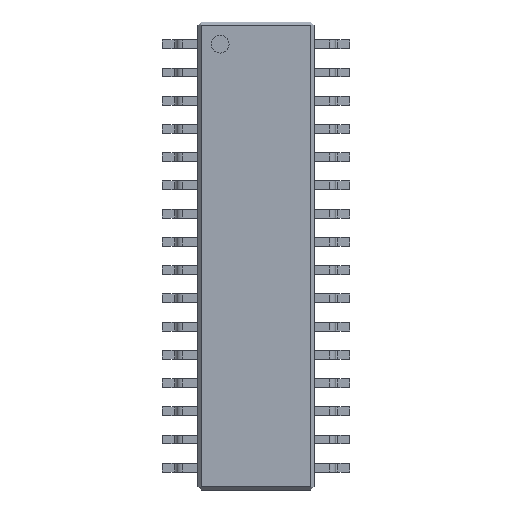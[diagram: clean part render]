
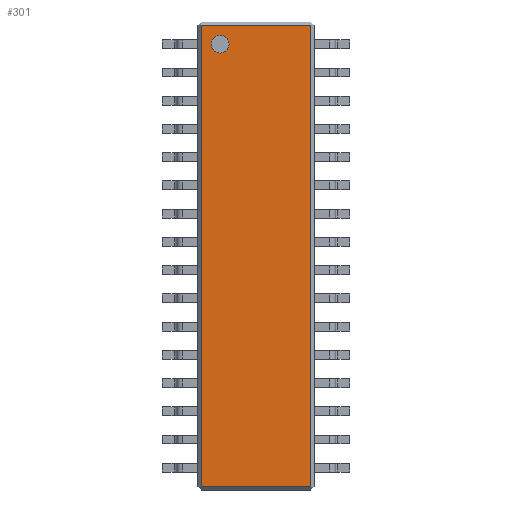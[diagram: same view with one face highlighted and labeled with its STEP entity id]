
A CAD part, top view. The second image highlights one B-rep face of the part: STEP entity #301.
In plain terms, the highlighted planar face has unit normal (0, 0, 1).
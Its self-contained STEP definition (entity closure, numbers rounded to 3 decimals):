
#13=DIRECTION('',(0.,0.,1.));
#14=DIRECTION('',(1.,0.,0.));
#95=VECTOR('',#96,1.);
#96=DIRECTION('',(0.,1.,0.));
#170=VERTEX_POINT('',#171);
#171=CARTESIAN_POINT('',(-2.46,-10.375,1.4));
#179=VERTEX_POINT('',#180);
#180=CARTESIAN_POINT('',(-2.46,10.375,1.4));
#185=ORIENTED_EDGE('',*,*,#186,.F.);
#186=EDGE_CURVE('',#170,#179,#187,.T.);
#187=LINE('',#188,#95);
#188=CARTESIAN_POINT('',(-2.46,-10.525,1.4));
#258=VECTOR('',#14,1.);
#301=ADVANCED_FACE('',(#302,#320),#329,.T.);
#302=FACE_BOUND('',#303,.T.);
#303=EDGE_LOOP('',(#185,#304,#310,#316));
#304=ORIENTED_EDGE('',*,*,#305,.T.);
#305=EDGE_CURVE('',#170,#306,#308,.T.);
#306=VERTEX_POINT('',#307);
#307=CARTESIAN_POINT('',(2.46,-10.375,1.4));
#308=LINE('',#309,#258);
#309=CARTESIAN_POINT('',(-2.61,-10.375,1.4));
#310=ORIENTED_EDGE('',*,*,#311,.T.);
#311=EDGE_CURVE('',#306,#312,#314,.T.);
#312=VERTEX_POINT('',#313);
#313=CARTESIAN_POINT('',(2.46,10.375,1.4));
#314=LINE('',#315,#95);
#315=CARTESIAN_POINT('',(2.46,-10.525,1.4));
#316=ORIENTED_EDGE('',*,*,#317,.F.);
#317=EDGE_CURVE('',#179,#312,#318,.T.);
#318=LINE('',#319,#258);
#319=CARTESIAN_POINT('',(-2.61,10.375,1.4));
#320=FACE_BOUND('',#321,.T.);
#321=EDGE_LOOP('',(#322));
#322=ORIENTED_EDGE('',*,*,#323,.F.);
#323=EDGE_CURVE('',#324,#324,#326,.T.);
#324=VERTEX_POINT('',#325);
#325=CARTESIAN_POINT('',(-1.21,9.525,1.4));
#326=CIRCLE('',#327,0.4);
#327=AXIS2_PLACEMENT_3D('',#328,#13,#14);
#328=CARTESIAN_POINT('',(-1.61,9.525,1.4));
#329=PLANE('',#330);
#330=AXIS2_PLACEMENT_3D('',#331,#13,#14);
#331=CARTESIAN_POINT('',(-2.61,-10.525,1.4));
